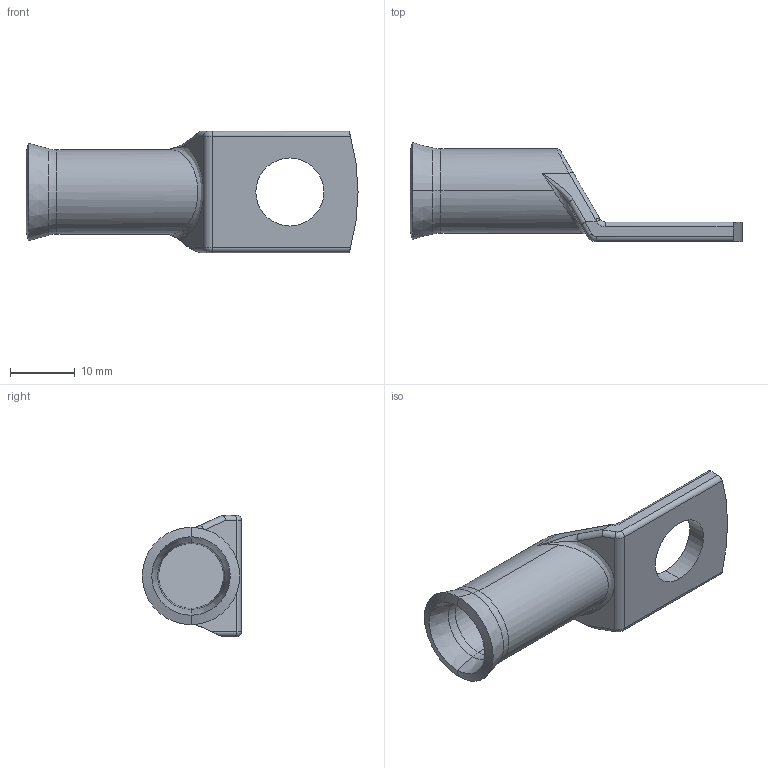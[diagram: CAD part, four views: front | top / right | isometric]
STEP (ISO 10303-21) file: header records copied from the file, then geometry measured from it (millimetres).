
FILE_DESCRIPTION (( 'STEP AP203' ), '1' );
FILE_NAME ('50 mm² Ekstra Standart (Uzun ve Kalýn) Tip Bakýr SKP M10.STEP', '2025-07-10T11:32:54', ( '' ), ( '' ), 'SwSTEP 2.0', 'SolidWorks 2023', '' );
FILE_SCHEMA (( 'CONFIG_CONTROL_DESIGN' ));
Length unit declared in the file: millimetre
Products named in the file (1): 50 mm² Ekstra Standart (Uzun ve Kalın) Tip Bakır SKP M10
Bounding box: 51.2 x 15.3 x 18.7 mm (x, y, z)
Volume: 2941 mm3; surface area: 3077.6 mm2
Topology: 1 solids, 1 shells, 47 faces, 112 edges, 66 vertices
Faces by surface type: cylinder 18, plane 9, torus 8, cone 6, bspline 6
Entity records: 1657 total; most frequent: CARTESIAN_POINT 563, ORIENTED_EDGE 222, DIRECTION 209, EDGE_CURVE 111, AXIS2_PLACEMENT_3D 84, VERTEX_POINT 66, EDGE_LOOP 49, ADVANCED_FACE 47
